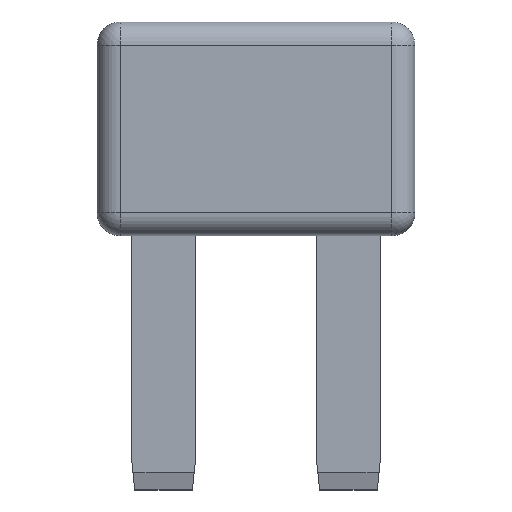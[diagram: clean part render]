
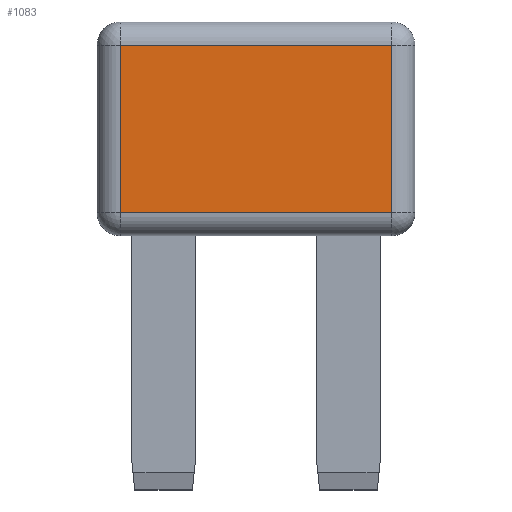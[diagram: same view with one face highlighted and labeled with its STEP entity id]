
A CAD part, top view. The second image highlights one B-rep face of the part: STEP entity #1083.
In plain terms, the highlighted planar face has unit normal (0, 0, 1).
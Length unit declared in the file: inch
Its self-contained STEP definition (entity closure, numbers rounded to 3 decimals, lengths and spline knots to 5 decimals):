
#636=DIRECTION('',(0.,-1.,0.));
#637=VECTOR('',#636,0.29);
#638=CARTESIAN_POINT('',(-0.02,0.77,0.092));
#639=LINE('',#638,#637);
#640=DIRECTION('',(-1.,0.,0.));
#641=VECTOR('',#640,0.47);
#642=CARTESIAN_POINT('',(0.45,0.77,0.092));
#643=LINE('',#642,#641);
#644=DIRECTION('',(0.,1.,0.));
#645=VECTOR('',#644,0.29);
#646=CARTESIAN_POINT('',(0.45,0.48,0.092));
#647=LINE('',#646,#645);
#648=DIRECTION('',(1.,0.,0.));
#649=VECTOR('',#648,0.47);
#650=CARTESIAN_POINT('',(-0.02,0.48,0.092));
#651=LINE('',#650,#649);
#906=CARTESIAN_POINT('',(-0.02,0.77,0.092));
#907=CARTESIAN_POINT('',(-0.02,0.48,0.092));
#908=VERTEX_POINT('',#906);
#909=VERTEX_POINT('',#907);
#914=CARTESIAN_POINT('',(0.45,0.48,0.092));
#915=VERTEX_POINT('',#914);
#920=CARTESIAN_POINT('',(0.45,0.77,0.092));
#921=VERTEX_POINT('',#920);
#1069=CARTESIAN_POINT('',(0.,0.,0.092));
#1070=DIRECTION('',(0.,0.,1.));
#1071=DIRECTION('',(1.,0.,0.));
#1072=AXIS2_PLACEMENT_3D('',#1069,#1070,#1071);
#1073=PLANE('',#1072);
#1075=ORIENTED_EDGE('',*,*,#1074,.F.);
#1077=ORIENTED_EDGE('',*,*,#1076,.F.);
#1079=ORIENTED_EDGE('',*,*,#1078,.F.);
#1080=ORIENTED_EDGE('',*,*,#1059,.F.);
#1081=EDGE_LOOP('',(#1075,#1077,#1079,#1080));
#1082=FACE_OUTER_BOUND('',#1081,.F.);
#1083=ADVANCED_FACE('',(#1082),#1073,.T.);
#1059=EDGE_CURVE('',#909,#915,#651,.T.);
#1074=EDGE_CURVE('',#908,#909,#639,.T.);
#1076=EDGE_CURVE('',#921,#908,#643,.T.);
#1078=EDGE_CURVE('',#915,#921,#647,.T.);
